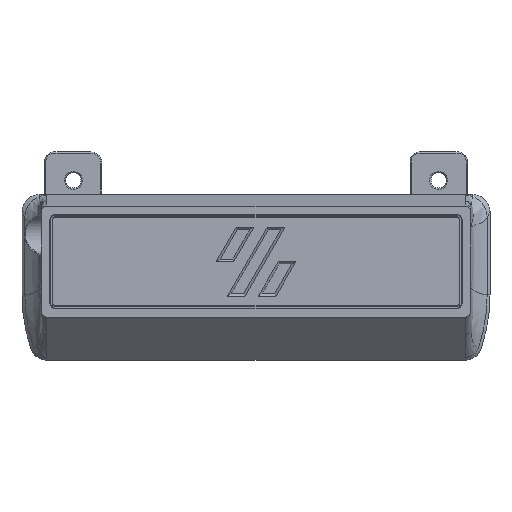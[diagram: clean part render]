
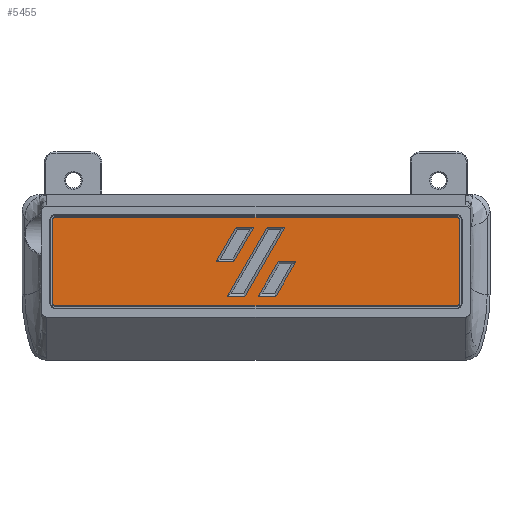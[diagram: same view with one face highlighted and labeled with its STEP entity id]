
A CAD part, top view. The second image highlights one B-rep face of the part: STEP entity #5455.
In plain terms, the highlighted planar face has unit normal (0, 0, 1).
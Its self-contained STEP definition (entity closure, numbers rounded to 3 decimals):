
#197=FACE_BOUND('',#1140,.T.);
#198=FACE_BOUND('',#1141,.T.);
#199=FACE_BOUND('',#1142,.T.);
#334=CIRCLE('',#5730,1.);
#336=CIRCLE('',#5734,1.);
#338=CIRCLE('',#5738,1.);
#340=CIRCLE('',#5742,1.);
#791=FACE_OUTER_BOUND('',#1139,.T.);
#1139=EDGE_LOOP('',(#4656,#4657,#4658,#4659,#4660,#4661,#4662,#4663));
#1140=EDGE_LOOP('',(#4664,#4665,#4666,#4667));
#1141=EDGE_LOOP('',(#4668,#4669,#4670,#4671));
#1142=EDGE_LOOP('',(#4672,#4673,#4674,#4675));
#1378=LINE('',#11635,#1875);
#1383=LINE('',#11648,#1880);
#1387=LINE('',#11660,#1884);
#1391=LINE('',#11672,#1888);
#1413=LINE('',#11746,#1910);
#1416=LINE('',#11752,#1913);
#1419=LINE('',#11758,#1916);
#1422=LINE('',#11762,#1919);
#1425=LINE('',#11771,#1922);
#1428=LINE('',#11777,#1925);
#1431=LINE('',#11783,#1928);
#1434=LINE('',#11787,#1931);
#1437=LINE('',#11796,#1934);
#1440=LINE('',#11802,#1937);
#1443=LINE('',#11808,#1940);
#1446=LINE('',#11812,#1943);
#1875=VECTOR('',#6526,10.);
#1880=VECTOR('',#6539,10.);
#1884=VECTOR('',#6551,10.);
#1888=VECTOR('',#6563,10.);
#1910=VECTOR('',#6637,10.);
#1913=VECTOR('',#6642,10.);
#1916=VECTOR('',#6647,10.);
#1919=VECTOR('',#6652,10.);
#1922=VECTOR('',#6659,10.);
#1925=VECTOR('',#6664,10.);
#1928=VECTOR('',#6669,10.);
#1931=VECTOR('',#6674,10.);
#1934=VECTOR('',#6681,10.);
#1937=VECTOR('',#6686,10.);
#1940=VECTOR('',#6691,10.);
#1943=VECTOR('',#6696,10.);
#2390=VERTEX_POINT('',#11632);
#2391=VERTEX_POINT('',#11634);
#2393=VERTEX_POINT('',#11640);
#2395=VERTEX_POINT('',#11646);
#2397=VERTEX_POINT('',#11652);
#2399=VERTEX_POINT('',#11658);
#2401=VERTEX_POINT('',#11664);
#2403=VERTEX_POINT('',#11670);
#2428=VERTEX_POINT('',#11743);
#2429=VERTEX_POINT('',#11745);
#2431=VERTEX_POINT('',#11751);
#2433=VERTEX_POINT('',#11757);
#2436=VERTEX_POINT('',#11768);
#2437=VERTEX_POINT('',#11770);
#2439=VERTEX_POINT('',#11776);
#2441=VERTEX_POINT('',#11782);
#2444=VERTEX_POINT('',#11793);
#2445=VERTEX_POINT('',#11795);
#2447=VERTEX_POINT('',#11801);
#2449=VERTEX_POINT('',#11807);
#2942=EDGE_CURVE('',#2391,#2390,#1378,.T.);
#2946=EDGE_CURVE('',#2390,#2393,#334,.T.);
#2949=EDGE_CURVE('',#2393,#2395,#1383,.T.);
#2952=EDGE_CURVE('',#2395,#2397,#336,.T.);
#2955=EDGE_CURVE('',#2397,#2399,#1387,.T.);
#2958=EDGE_CURVE('',#2399,#2401,#338,.T.);
#2961=EDGE_CURVE('',#2401,#2403,#1391,.T.);
#2963=EDGE_CURVE('',#2403,#2391,#340,.T.);
#2997=EDGE_CURVE('',#2429,#2428,#1413,.T.);
#3000=EDGE_CURVE('',#2431,#2429,#1416,.T.);
#3003=EDGE_CURVE('',#2433,#2431,#1419,.T.);
#3006=EDGE_CURVE('',#2428,#2433,#1422,.T.);
#3009=EDGE_CURVE('',#2437,#2436,#1425,.T.);
#3012=EDGE_CURVE('',#2439,#2437,#1428,.T.);
#3015=EDGE_CURVE('',#2441,#2439,#1431,.T.);
#3018=EDGE_CURVE('',#2436,#2441,#1434,.T.);
#3021=EDGE_CURVE('',#2445,#2444,#1437,.T.);
#3024=EDGE_CURVE('',#2447,#2445,#1440,.T.);
#3027=EDGE_CURVE('',#2449,#2447,#1443,.T.);
#3030=EDGE_CURVE('',#2444,#2449,#1446,.T.);
#4656=ORIENTED_EDGE('',*,*,#2942,.T.);
#4657=ORIENTED_EDGE('',*,*,#2946,.T.);
#4658=ORIENTED_EDGE('',*,*,#2949,.T.);
#4659=ORIENTED_EDGE('',*,*,#2952,.T.);
#4660=ORIENTED_EDGE('',*,*,#2955,.T.);
#4661=ORIENTED_EDGE('',*,*,#2958,.T.);
#4662=ORIENTED_EDGE('',*,*,#2961,.T.);
#4663=ORIENTED_EDGE('',*,*,#2963,.T.);
#4664=ORIENTED_EDGE('',*,*,#2997,.T.);
#4665=ORIENTED_EDGE('',*,*,#3006,.T.);
#4666=ORIENTED_EDGE('',*,*,#3003,.T.);
#4667=ORIENTED_EDGE('',*,*,#3000,.T.);
#4668=ORIENTED_EDGE('',*,*,#3009,.T.);
#4669=ORIENTED_EDGE('',*,*,#3018,.T.);
#4670=ORIENTED_EDGE('',*,*,#3015,.T.);
#4671=ORIENTED_EDGE('',*,*,#3012,.T.);
#4672=ORIENTED_EDGE('',*,*,#3021,.T.);
#4673=ORIENTED_EDGE('',*,*,#3030,.T.);
#4674=ORIENTED_EDGE('',*,*,#3027,.T.);
#4675=ORIENTED_EDGE('',*,*,#3024,.T.);
#5165=PLANE('',#5963);
#5455=ADVANCED_FACE('',(#791,#197,#198,#199),#5165,.T.);
#5730=AXIS2_PLACEMENT_3D('',#11642,#6533,#6534);
#5734=AXIS2_PLACEMENT_3D('',#11654,#6545,#6546);
#5738=AXIS2_PLACEMENT_3D('',#11666,#6557,#6558);
#5742=AXIS2_PLACEMENT_3D('',#11675,#6568,#6569);
#5963=AXIS2_PLACEMENT_3D('',#13236,#7218,#7219);
#6526=DIRECTION('',(0.,1.,0.));
#6533=DIRECTION('center_axis',(0.,0.,1.));
#6534=DIRECTION('ref_axis',(1.,0.,0.));
#6539=DIRECTION('',(-1.,0.,0.));
#6545=DIRECTION('center_axis',(0.,0.,1.));
#6546=DIRECTION('ref_axis',(0.,1.,0.));
#6551=DIRECTION('',(0.,-1.,0.));
#6557=DIRECTION('center_axis',(0.,0.,1.));
#6558=DIRECTION('ref_axis',(-1.,0.,0.));
#6563=DIRECTION('',(1.,0.,0.));
#6568=DIRECTION('center_axis',(0.,0.,1.));
#6569=DIRECTION('ref_axis',(0.,-1.,0.));
#6637=DIRECTION('',(-1.,0.,0.));
#6642=DIRECTION('',(-0.5,-0.866,0.));
#6647=DIRECTION('',(1.,0.,0.));
#6652=DIRECTION('',(0.5,0.866,0.));
#6659=DIRECTION('',(-1.,0.,0.));
#6664=DIRECTION('',(-0.5,-0.866,0.));
#6669=DIRECTION('',(1.,0.,0.));
#6674=DIRECTION('',(0.5,0.866,0.));
#6681=DIRECTION('',(0.5,0.866,0.));
#6686=DIRECTION('',(-1.,0.,0.));
#6691=DIRECTION('',(-0.5,-0.866,0.));
#6696=DIRECTION('',(1.,0.,0.));
#7218=DIRECTION('center_axis',(0.,0.,1.));
#7219=DIRECTION('ref_axis',(1.,0.,0.));
#11632=CARTESIAN_POINT('',(153.256,38.981,36.));
#11634=CARTESIAN_POINT('',(153.256,10.,36.));
#11635=CARTESIAN_POINT('',(153.256,15.75,36.));
#11640=CARTESIAN_POINT('',(152.256,39.981,36.));
#11642=CARTESIAN_POINT('Origin',(152.256,38.981,36.));
#11646=CARTESIAN_POINT('',(11.746,39.981,36.));
#11648=CARTESIAN_POINT('',(82.628,39.981,36.));
#11652=CARTESIAN_POINT('',(10.746,38.981,36.));
#11654=CARTESIAN_POINT('Origin',(11.746,38.981,36.));
#11658=CARTESIAN_POINT('',(10.746,10.,36.));
#11660=CARTESIAN_POINT('',(10.746,30.24,36.));
#11664=CARTESIAN_POINT('',(11.746,9.,36.));
#11666=CARTESIAN_POINT('Origin',(11.746,10.,36.));
#11670=CARTESIAN_POINT('',(152.256,9.,36.));
#11672=CARTESIAN_POINT('',(12.373,9.,36.));
#11675=CARTESIAN_POINT('Origin',(152.256,10.,36.));
#11743=CARTESIAN_POINT('',(68.,24.49,36.));
#11745=CARTESIAN_POINT('',(74.22,24.49,36.));
#11746=CARTESIAN_POINT('',(40.5,24.49,36.));
#11751=CARTESIAN_POINT('',(81.22,36.615,36.));
#11752=CARTESIAN_POINT('',(65.92,10.114,36.));
#11757=CARTESIAN_POINT('',(75.,36.615,36.));
#11758=CARTESIAN_POINT('',(47.11,36.615,36.));
#11762=CARTESIAN_POINT('',(63.978,17.523,36.));
#11768=CARTESIAN_POINT('',(71.89,12.366,36.));
#11770=CARTESIAN_POINT('',(78.11,12.366,36.));
#11771=CARTESIAN_POINT('',(42.445,12.366,36.));
#11776=CARTESIAN_POINT('',(92.11,36.615,36.));
#11777=CARTESIAN_POINT('',(71.949,1.695,36.));
#11782=CARTESIAN_POINT('',(85.89,36.615,36.));
#11783=CARTESIAN_POINT('',(52.555,36.615,36.));
#11787=CARTESIAN_POINT('',(73.506,15.166,36.));
#11793=CARTESIAN_POINT('',(89.78,24.49,36.));
#11795=CARTESIAN_POINT('',(82.78,12.366,36.));
#11796=CARTESIAN_POINT('',(79.535,6.746,36.));
#11801=CARTESIAN_POINT('',(89.,12.366,36.));
#11802=CARTESIAN_POINT('',(47.89,12.366,36.));
#11807=CARTESIAN_POINT('',(96.,24.49,36.));
#11808=CARTESIAN_POINT('',(81.478,-0.663,36.));
#11812=CARTESIAN_POINT('',(54.5,24.49,36.));
#13236=CARTESIAN_POINT('Origin',(13.,21.5,36.));
